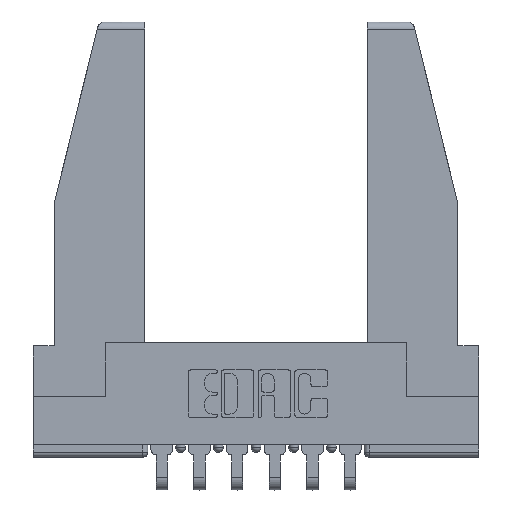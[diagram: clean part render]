
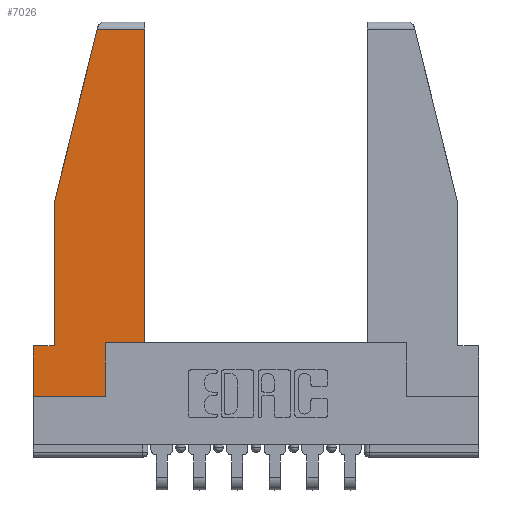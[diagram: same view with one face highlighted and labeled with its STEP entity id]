
A CAD part, top view. The second image highlights one B-rep face of the part: STEP entity #7026.
In plain terms, the highlighted planar face has unit normal (0, 0, 1).
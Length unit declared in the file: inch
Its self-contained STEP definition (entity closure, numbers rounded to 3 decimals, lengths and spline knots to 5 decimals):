
#303 = ORIENTED_EDGE ( 'NONE', *, *, #3388, .T. ) ;
#407 = DIRECTION ( 'NONE',  ( 0., 1., 0. ) ) ;
#511 = ORIENTED_EDGE ( 'NONE', *, *, #4707, .T. ) ;
#530 = VECTOR ( 'NONE', #9972, 39.37008 ) ;
#562 = VECTOR ( 'NONE', #9233, 39.37008 ) ;
#1226 = EDGE_CURVE ( 'NONE', #9004, #1247, #6440, .T. ) ;
#1247 = VERTEX_POINT ( 'NONE', #10745 ) ;
#1397 = VERTEX_POINT ( 'NONE', #7487 ) ;
#1423 = LINE ( 'NONE', #2168, #7281 ) ;
#1559 = VERTEX_POINT ( 'NONE', #2279 ) ;
#1631 = LINE ( 'NONE', #2256, #3540 ) ;
#1878 = LINE ( 'NONE', #11926, #562 ) ;
#2052 = ORIENTED_EDGE ( 'NONE', *, *, #12126, .T. ) ;
#2168 = CARTESIAN_POINT ( 'NONE',  ( 0.461, 0.223, 0. ) ) ;
#2208 = EDGE_CURVE ( 'NONE', #7995, #3377, #1631, .T. ) ;
#2247 = ORIENTED_EDGE ( 'NONE', *, *, #8984, .T. ) ;
#2256 = CARTESIAN_POINT ( 'NONE',  ( 0.297, 0.223, 0. ) ) ;
#2279 = CARTESIAN_POINT ( 'NONE',  ( 0.086, 0.8, 0. ) ) ;
#2572 = VERTEX_POINT ( 'NONE', #2644 ) ;
#2644 = CARTESIAN_POINT ( 'NONE',  ( 0., 0.21, 0. ) ) ;
#2648 = VECTOR ( 'NONE', #2919, 39.37008 ) ;
#2919 = DIRECTION ( 'NONE',  ( -1., 0., 0. ) ) ;
#2930 = EDGE_CURVE ( 'NONE', #4249, #1559, #7062, .T. ) ;
#3077 = DIRECTION ( 'NONE',  ( 0., -1., 0. ) ) ;
#3276 = CARTESIAN_POINT ( 'NONE',  ( 0., 1.52, 0. ) ) ;
#3377 = VERTEX_POINT ( 'NONE', #7940 ) ;
#3388 = EDGE_CURVE ( 'NONE', #1397, #2572, #4261, .T. ) ;
#3540 = VECTOR ( 'NONE', #10612, 39.37008 ) ;
#4249 = VERTEX_POINT ( 'NONE', #9327 ) ;
#4261 = LINE ( 'NONE', #4509, #2648 ) ;
#4282 = CARTESIAN_POINT ( 'NONE',  ( 0.297, 0.223, 0. ) ) ;
#4389 = CARTESIAN_POINT ( 'NONE',  ( 0.297, 0., 0. ) ) ;
#4509 = CARTESIAN_POINT ( 'NONE',  ( 0., 0.21, 0. ) ) ;
#4524 = ORIENTED_EDGE ( 'NONE', *, *, #1226, .T. ) ;
#4707 = EDGE_CURVE ( 'NONE', #2572, #9004, #1878, .T. ) ;
#4903 = DIRECTION ( 'NONE',  ( 0., 0., 1. ) ) ;
#4944 = CARTESIAN_POINT ( 'NONE',  ( 0.086, 0.8, 0. ) ) ;
#5029 = VECTOR ( 'NONE', #10736, 39.37008 ) ;
#5114 = DIRECTION ( 'NONE',  ( -1., 0., 0. ) ) ;
#5293 = CARTESIAN_POINT ( 'NONE',  ( 0., 0., 0. ) ) ;
#5377 = EDGE_LOOP ( 'NONE', ( #7100, #2247, #8354, #2052, #303, #511, #4524, #8153, #9034 ) ) ;
#5409 = CARTESIAN_POINT ( 'NONE',  ( 0.461, 1.52, 0. ) ) ;
#5636 = EDGE_CURVE ( 'NONE', #3377, #6495, #1423, .T. ) ;
#5726 = VECTOR ( 'NONE', #11825, 39.37008 ) ;
#6196 = VECTOR ( 'NONE', #3077, 39.37008 ) ;
#6440 = LINE ( 'NONE', #5293, #5726 ) ;
#6495 = VERTEX_POINT ( 'NONE', #5409 ) ;
#7026 = ADVANCED_FACE ( 'NONE', ( #8591 ), #10399, .T. ) ;
#7062 = LINE ( 'NONE', #7928, #5029 ) ;
#7100 = ORIENTED_EDGE ( 'NONE', *, *, #5636, .T. ) ;
#7281 = VECTOR ( 'NONE', #407, 39.37008 ) ;
#7487 = CARTESIAN_POINT ( 'NONE',  ( 0.086, 0.21, 0. ) ) ;
#7928 = CARTESIAN_POINT ( 'NONE',  ( 0.271, 1.55, 0. ) ) ;
#7940 = CARTESIAN_POINT ( 'NONE',  ( 0.461, 0.223, 0. ) ) ;
#7995 = VERTEX_POINT ( 'NONE', #4282 ) ;
#8153 = ORIENTED_EDGE ( 'NONE', *, *, #9935, .T. ) ;
#8307 = LINE ( 'NONE', #4389, #530 ) ;
#8354 = ORIENTED_EDGE ( 'NONE', *, *, #2930, .T. ) ;
#8591 = FACE_OUTER_BOUND ( 'NONE', #5377, .T. ) ;
#8984 = EDGE_CURVE ( 'NONE', #6495, #4249, #11713, .T. ) ;
#9004 = VERTEX_POINT ( 'NONE', #9822 ) ;
#9034 = ORIENTED_EDGE ( 'NONE', *, *, #2208, .T. ) ;
#9233 = DIRECTION ( 'NONE',  ( 0., -1., 0. ) ) ;
#9327 = CARTESIAN_POINT ( 'NONE',  ( 0.2636, 1.52, 0. ) ) ;
#9587 = AXIS2_PLACEMENT_3D ( 'NONE', #10524, #4903, #11417 ) ;
#9822 = CARTESIAN_POINT ( 'NONE',  ( 0., 0., 0. ) ) ;
#9935 = EDGE_CURVE ( 'NONE', #1247, #7995, #8307, .T. ) ;
#9972 = DIRECTION ( 'NONE',  ( 0., 1., 0. ) ) ;
#10001 = LINE ( 'NONE', #4944, #6196 ) ;
#10399 = PLANE ( 'NONE',  #9587 ) ;
#10524 = CARTESIAN_POINT ( 'NONE',  ( 0., 0., 0. ) ) ;
#10612 = DIRECTION ( 'NONE',  ( 1., 0., 0. ) ) ;
#10736 = DIRECTION ( 'NONE',  ( -0.239, -0.971, 0. ) ) ;
#10745 = CARTESIAN_POINT ( 'NONE',  ( 0.297, 0., 0. ) ) ;
#11417 = DIRECTION ( 'NONE',  ( 1., 0., 0. ) ) ;
#11426 = VECTOR ( 'NONE', #5114, 39.37008 ) ;
#11713 = LINE ( 'NONE', #3276, #11426 ) ;
#11825 = DIRECTION ( 'NONE',  ( 1., 0., 0. ) ) ;
#11926 = CARTESIAN_POINT ( 'NONE',  ( 0., 0.21, 0. ) ) ;
#12126 = EDGE_CURVE ( 'NONE', #1559, #1397, #10001, .T. ) ;
